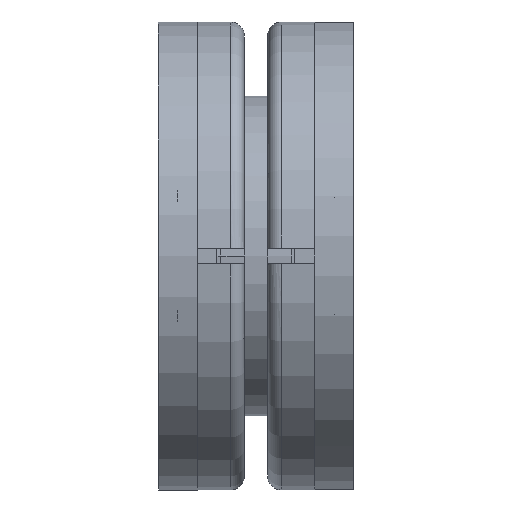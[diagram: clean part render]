
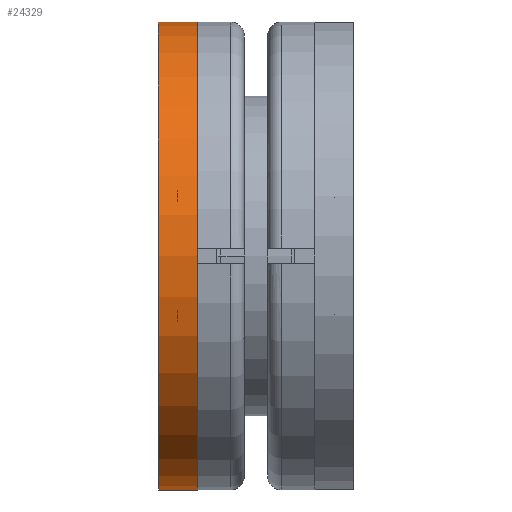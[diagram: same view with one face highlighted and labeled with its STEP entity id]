
A CAD part, left-side view. The second image highlights one B-rep face of the part: STEP entity #24329.
In plain terms, the highlighted cylindrical face has radius 60 mm (diameter 120 mm), a partial arc.
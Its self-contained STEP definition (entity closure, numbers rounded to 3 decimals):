
#233 = ORIENTED_EDGE ( 'NONE', *, *, #1345, .T. ) ;
#1340 = EDGE_CURVE ( 'NONE', #17316, #6040, #19501, .T. ) ;
#1345 = EDGE_CURVE ( 'NONE', #15568, #17316, #19507, .T. ) ;
#1630 = EDGE_CURVE ( 'NONE', #19883, #15568, #4455, .T. ) ;
#1745 = EDGE_LOOP ( 'NONE', ( #18450, #18453, #233, #18452 ) ) ;
#4455 = CIRCLE ( 'NONE', #14497, 60. ) ;
#6040 = VERTEX_POINT ( 'NONE', #21070 ) ;
#8325 = FACE_OUTER_BOUND ( 'NONE', #1745, .T. ) ;
#8333 = CYLINDRICAL_SURFACE ( 'NONE', #8914, 60. ) ;
#8914 = AXIS2_PLACEMENT_3D ( 'NONE', #13715, #13716, #13724 ) ;
#10786 = CARTESIAN_POINT ( 'NONE',  ( 0., 15., -60. ) ) ;
#13715 = CARTESIAN_POINT ( 'NONE',  ( 0., 25., 0. ) ) ;
#13716 = DIRECTION ( 'NONE',  ( 0., -1., 0. ) ) ;
#13724 = DIRECTION ( 'NONE',  ( 0., 0., -1. ) ) ;
#14402 = AXIS2_PLACEMENT_3D ( 'NONE', #18177, #18176, #18175 ) ;
#14497 = AXIS2_PLACEMENT_3D ( 'NONE', #15993, #15992, #15991 ) ;
#15568 = VERTEX_POINT ( 'NONE', #21689 ) ;
#15991 = DIRECTION ( 'NONE',  ( 0., 0., -1. ) ) ;
#15992 = DIRECTION ( 'NONE',  ( 0., -1., 0. ) ) ;
#15993 = CARTESIAN_POINT ( 'NONE',  ( 0., 25., 0. ) ) ;
#16341 = EDGE_CURVE ( 'NONE', #19883, #6040, #17670, .T. ) ;
#17316 = VERTEX_POINT ( 'NONE', #10786 ) ;
#17576 = CARTESIAN_POINT ( 'NONE',  ( 0., 25., 60. ) ) ;
#17670 = LINE ( 'NONE', #21787, #17677 ) ;
#17677 = VECTOR ( 'NONE', #21792, 1000. ) ;
#18169 = CARTESIAN_POINT ( 'NONE',  ( 0., 25., -60. ) ) ;
#18175 = DIRECTION ( 'NONE',  ( 0., 0., -1. ) ) ;
#18176 = DIRECTION ( 'NONE',  ( 0., 1., 0. ) ) ;
#18177 = CARTESIAN_POINT ( 'NONE',  ( 0., 15., 0. ) ) ;
#18209 = DIRECTION ( 'NONE',  ( 0., -1., 0. ) ) ;
#18450 = ORIENTED_EDGE ( 'NONE', *, *, #16341, .F. ) ;
#18452 = ORIENTED_EDGE ( 'NONE', *, *, #1340, .T. ) ;
#18453 = ORIENTED_EDGE ( 'NONE', *, *, #1630, .T. ) ;
#19501 = CIRCLE ( 'NONE', #14402, 60. ) ;
#19507 = LINE ( 'NONE', #18169, #19514 ) ;
#19514 = VECTOR ( 'NONE', #18209, 1000. ) ;
#19883 = VERTEX_POINT ( 'NONE', #17576 ) ;
#21070 = CARTESIAN_POINT ( 'NONE',  ( 0., 15., 60. ) ) ;
#21689 = CARTESIAN_POINT ( 'NONE',  ( 0., 25., -60. ) ) ;
#21787 = CARTESIAN_POINT ( 'NONE',  ( 0., 25., 60. ) ) ;
#21792 = DIRECTION ( 'NONE',  ( 0., -1., 0. ) ) ;
#24329 = ADVANCED_FACE ( 'NONE', ( #8325 ), #8333, .T. ) ;
